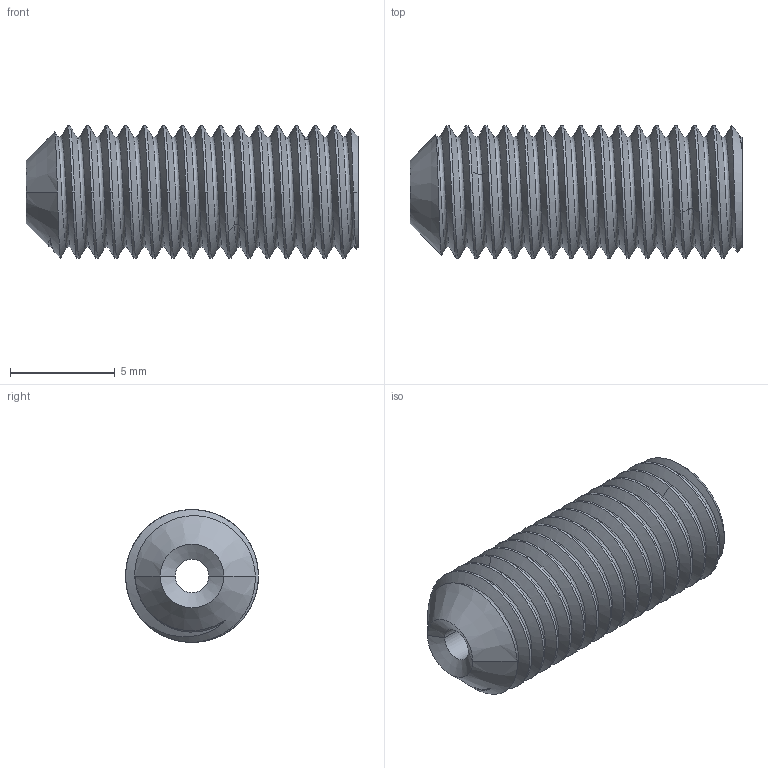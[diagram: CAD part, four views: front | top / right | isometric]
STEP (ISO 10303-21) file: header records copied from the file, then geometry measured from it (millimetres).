
FILE_DESCRIPTION((''),'2;1');
FILE_NAME('001_SET_SCREW_INCH_ASM','2023-11-21T',('SYSTEM'),(''),'PRO/ENGINEER BY PARAMETRIC TECHNOLOGY CORPORATION, 2016360','PRO/ENGINEER BY PARAMETRIC TECHNOLOGY CORPORATION, 2016360','');
FILE_SCHEMA(('AUTOMOTIVE_DESIGN { 1 0 10303 214 1 1 1 1 }'));
Length unit declared in the file: inch
Products named in the file (2): T-K250_AF0; 001_SET_SCREW_INCH_ASM
Assembly tree (1 placements, depth 2):
  001_SET_SCREW_INCH_ASM
    T-K250_AF0
Bounding box: 15.88 x 6.35 x 6.35 mm (x, y, z)
Volume: 350.9 mm3; surface area: 588.6 mm2
Topology: 1 solids, 1 shells, 61 faces, 165 edges, 106 vertices
Faces by surface type: cylinder 32, bspline 15, plane 8, cone 6
Entity records: 8112 total; most frequent: CARTESIAN_POINT 6583, ORIENTED_EDGE 330, DIRECTION 180, EDGE_CURVE 165, COLOUR_RGB 110, VERTEX_POINT 106, B_SPLINE_CURVE_WITH_KNOTS 93, EDGE_LOOP 63
